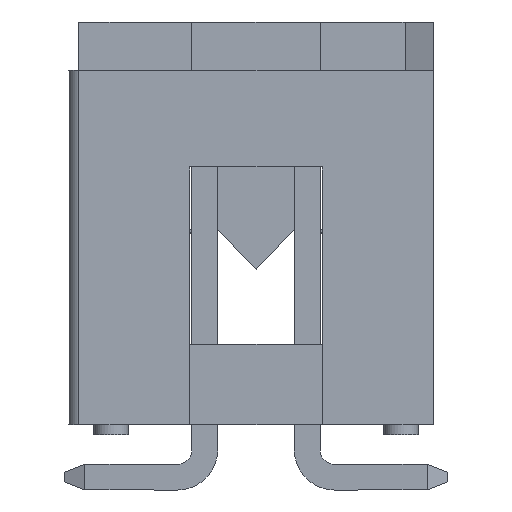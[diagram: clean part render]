
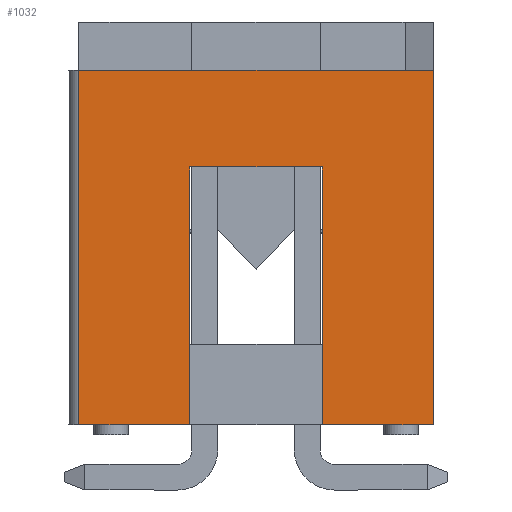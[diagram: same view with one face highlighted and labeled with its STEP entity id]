
A CAD part, left-side view. The second image highlights one B-rep face of the part: STEP entity #1032.
In plain terms, the highlighted planar face has unit normal (-1, 0, 0).
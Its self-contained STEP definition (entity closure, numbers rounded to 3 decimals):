
#1032 = ADVANCED_FACE( '', ( #2034 ), #2035, .T. );
#2034 = FACE_OUTER_BOUND( '', #3036, .T. );
#2035 = PLANE( '', #3037 );
#3036 = EDGE_LOOP( '', ( #5278, #5279, #5280, #5281, #5282, #5283, #5284, #5285 ) );
#3037 = AXIS2_PLACEMENT_3D( '', #5286, #5287, #5288 );
#5278 = ORIENTED_EDGE( '', *, *, #6481, .T. );
#5279 = ORIENTED_EDGE( '', *, *, #6953, .T. );
#5280 = ORIENTED_EDGE( '', *, *, #6984, .F. );
#5281 = ORIENTED_EDGE( '', *, *, #6907, .T. );
#5282 = ORIENTED_EDGE( '', *, *, #7038, .T. );
#5283 = ORIENTED_EDGE( '', *, *, #6715, .F. );
#5284 = ORIENTED_EDGE( '', *, *, #6985, .F. );
#5285 = ORIENTED_EDGE( '', *, *, #6599, .F. );
#5286 = CARTESIAN_POINT( '', ( -20.34, -4.4, -4.4 ) );
#5287 = DIRECTION( '', ( -1., 0., 0. ) );
#5288 = DIRECTION( '', ( 0., 0., 1. ) );
#6481 = EDGE_CURVE( '', #7808, #7809, #7810, .T. );
#6599 = EDGE_CURVE( '', #7808, #7993, #7996, .T. );
#6715 = EDGE_CURVE( '', #8161, #8163, #8164, .T. );
#6907 = EDGE_CURVE( '', #8422, #8420, #8423, .T. );
#6953 = EDGE_CURVE( '', #7809, #8481, #8483, .T. );
#6984 = EDGE_CURVE( '', #8422, #8481, #8520, .T. );
#6985 = EDGE_CURVE( '', #7993, #8161, #8521, .T. );
#7038 = EDGE_CURVE( '', #8420, #8163, #8593, .T. );
#7808 = VERTEX_POINT( '', #9638 );
#7809 = VERTEX_POINT( '', #9639 );
#7810 = LINE( '', #9640, #9641 );
#7993 = VERTEX_POINT( '', #9910 );
#7996 = LINE( '', #9915, #9916 );
#8161 = VERTEX_POINT( '', #10167 );
#8163 = VERTEX_POINT( '', #10170 );
#8164 = LINE( '', #10171, #10172 );
#8420 = VERTEX_POINT( '', #10571 );
#8422 = VERTEX_POINT( '', #10574 );
#8423 = LINE( '', #10575, #10576 );
#8481 = VERTEX_POINT( '', #10663 );
#8483 = LINE( '', #10666, #10667 );
#8520 = LINE( '', #10724, #10725 );
#8521 = LINE( '', #10726, #10727 );
#8593 = LINE( '', #10844, #10845 );
#9638 = CARTESIAN_POINT( '', ( -20.34, 1.65, 2. ) );
#9639 = CARTESIAN_POINT( '', ( -20.34, -1.65, 2. ) );
#9640 = CARTESIAN_POINT( '', ( -20.34, 1.65, 2. ) );
#9641 = VECTOR( '', #11366, 1000. );
#9910 = CARTESIAN_POINT( '', ( -20.34, 1.65, -4.4 ) );
#9915 = CARTESIAN_POINT( '', ( -20.34, 1.65, 2. ) );
#9916 = VECTOR( '', #11461, 1000. );
#10167 = CARTESIAN_POINT( '', ( -20.34, 4.4, -4.4 ) );
#10170 = CARTESIAN_POINT( '', ( -20.34, 4.4, 4.4 ) );
#10171 = CARTESIAN_POINT( '', ( -20.34, 4.4, -4.4 ) );
#10172 = VECTOR( '', #11558, 1000. );
#10571 = CARTESIAN_POINT( '', ( -20.34, -4.4, 4.4 ) );
#10574 = CARTESIAN_POINT( '', ( -20.34, -4.4, -4.4 ) );
#10575 = CARTESIAN_POINT( '', ( -20.34, -4.4, -4.4 ) );
#10576 = VECTOR( '', #11706, 1000. );
#10663 = CARTESIAN_POINT( '', ( -20.34, -1.65, -4.4 ) );
#10666 = CARTESIAN_POINT( '', ( -20.34, -1.65, 2. ) );
#10667 = VECTOR( '', #11737, 1000. );
#10724 = CARTESIAN_POINT( '', ( -20.34, -4.4, -4.4 ) );
#10725 = VECTOR( '', #11761, 1000. );
#10726 = CARTESIAN_POINT( '', ( -20.34, -4.4, -4.4 ) );
#10727 = VECTOR( '', #11762, 1000. );
#10844 = CARTESIAN_POINT( '', ( -20.34, -4.4, 4.4 ) );
#10845 = VECTOR( '', #11814, 1000. );
#11366 = DIRECTION( '', ( 0., -1., 0. ) );
#11461 = DIRECTION( '', ( 0., 0., -1. ) );
#11558 = DIRECTION( '', ( 0., 0., 1. ) );
#11706 = DIRECTION( '', ( 0., 0., 1. ) );
#11737 = DIRECTION( '', ( 0., 0., -1. ) );
#11761 = DIRECTION( '', ( 0., 1., 0. ) );
#11762 = DIRECTION( '', ( 0., 1., 0. ) );
#11814 = DIRECTION( '', ( 0., 1., 0. ) );
